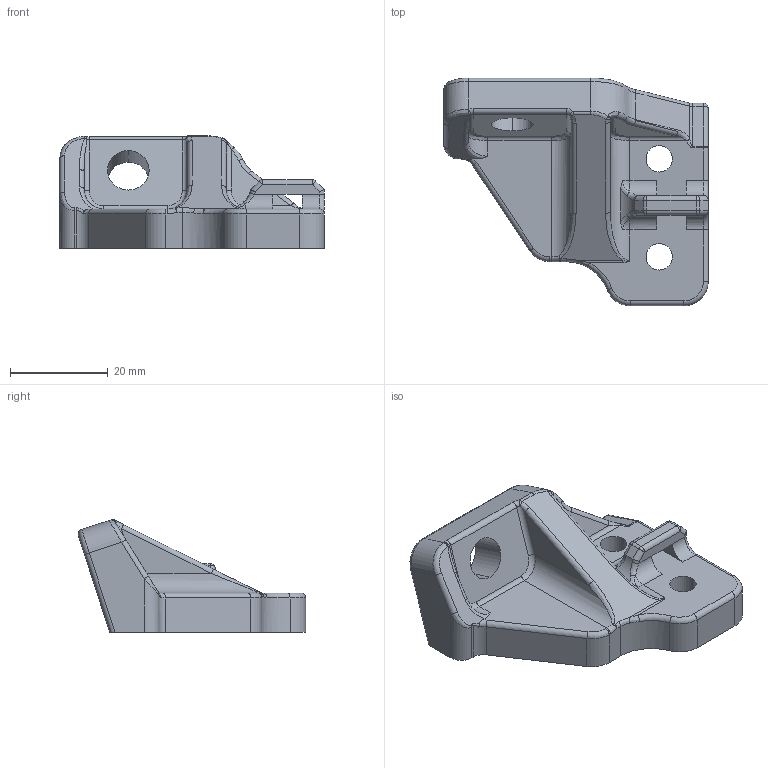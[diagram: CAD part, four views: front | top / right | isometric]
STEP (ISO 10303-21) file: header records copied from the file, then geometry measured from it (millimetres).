
FILE_DESCRIPTION (( 'STEP AP214' ), '1' );
FILE_NAME ('Left_renforcement.STEP', '2024-10-12T22:22:43', ( '' ), ( '' ), 'SwSTEP 2.0', 'SolidWorks 2024', '' );
FILE_SCHEMA (( 'AUTOMOTIVE_DESIGN' ));
Length unit declared in the file: millimetre
Products named in the file (1): Left_renforcement
Bounding box: 54 x 46.45 x 22.98 mm (x, y, z)
Volume: 19166.3 mm3; surface area: 6616.5 mm2
Topology: 1 solids, 1 shells, 148 faces, 352 edges, 201 vertices
Faces by surface type: cylinder 66, plane 28, bspline 23, torus 20, sphere 11
Entity records: 4799 total; most frequent: CARTESIAN_POINT 1513, DIRECTION 699, ORIENTED_EDGE 698, EDGE_CURVE 349, AXIS2_PLACEMENT_3D 281, VERTEX_POINT 201, CIRCLE 155, EDGE_LOOP 154
